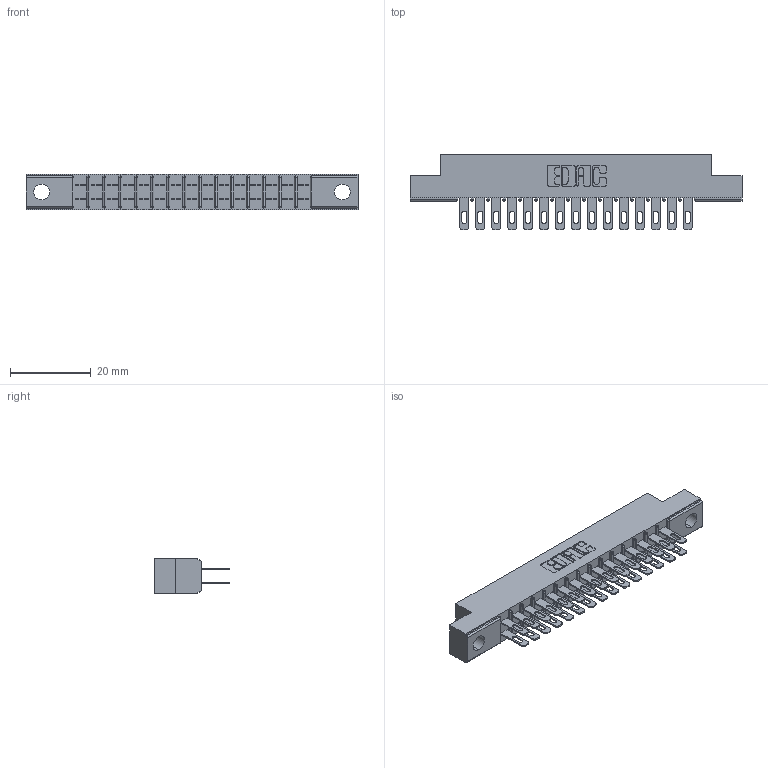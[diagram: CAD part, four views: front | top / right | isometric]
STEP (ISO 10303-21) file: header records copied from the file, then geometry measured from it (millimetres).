
FILE_DESCRIPTION (( 'STEP AP203' ), '1' );
FILE_NAME ('315-030-500-204.STEP', '2019-09-10T15:18:05', ( '' ), ( '' ), 'SwSTEP 2.0', 'SolidWorks 2016', '' );
FILE_SCHEMA (( 'CONFIG_CONTROL_DESIGN' ));
Length unit declared in the file: inch
Products named in the file (3): 305-290-001_500; 305 Part_.156 Dia; 315-030-500-204
Assembly tree (31 placements, depth 2):
  315-030-500-204
    305 Part_.156 Dia
    305-290-001_500  x30
Bounding box: 82.45 x 18.85 x 8.71 mm (x, y, z)
Volume: 5172.2 mm3; surface area: 9774.9 mm2
Topology: 31 solids, 31 shells, 1630 faces, 4657 edges, 3022 vertices
Faces by surface type: plane 922, cylinder 648, sphere 60
Entity records: 19968 total; most frequent: CARTESIAN_POINT 3309, ORIENTED_EDGE 3278, DIRECTION 3217, EDGE_CURVE 1639, VECTOR 1301, LINE 1301, VERTEX_POINT 1050, AXIS2_PLACEMENT_3D 958
